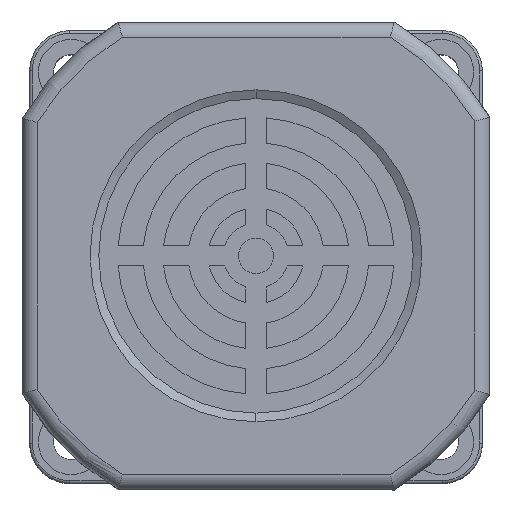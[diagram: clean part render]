
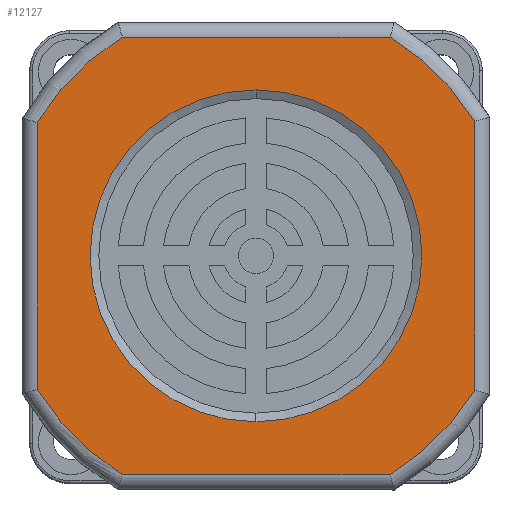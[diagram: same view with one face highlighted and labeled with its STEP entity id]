
A CAD part, top view. The second image highlights one B-rep face of the part: STEP entity #12127.
In plain terms, the highlighted face is planar.
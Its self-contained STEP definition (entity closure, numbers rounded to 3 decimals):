
#10 = AXIS2_PLACEMENT_3D ( 'NONE', #16289, #7906, #17699 ) ;
#313 = AXIS2_PLACEMENT_3D ( 'NONE', #1109, #13891, #5501 ) ;
#508 = AXIS2_PLACEMENT_3D ( 'NONE', #4946, #14782, #6382 ) ;
#884 = CARTESIAN_POINT ( 'NONE',  ( 0.05, 0., 0. ) ) ;
#1109 = CARTESIAN_POINT ( 'NONE',  ( 0.05, 0., 0. ) ) ;
#1723 = EDGE_LOOP ( 'NONE', ( #9242, #9314, #9421, #9435, #9548, #9664, #9688, #9808 ) ) ;
#2152 = CARTESIAN_POINT ( 'NONE',  ( -43.5, 0., 26.54 ) ) ;
#2344 = DIRECTION ( 'NONE',  ( 0., 0., 1. ) ) ;
#2403 = CARTESIAN_POINT ( 'NONE',  ( 0.05, 0., 43.5 ) ) ;
#3892 = DIRECTION ( 'NONE',  ( 0., -1., 0. ) ) ;
#4622 = CARTESIAN_POINT ( 'NONE',  ( 0., 0., -33. ) ) ;
#4852 = CARTESIAN_POINT ( 'NONE',  ( 0., 0., 33. ) ) ;
#4860 = CIRCLE ( 'NONE', #9461, 51. ) ;
#4898 = EDGE_LOOP ( 'NONE', ( #9825, #9934 ) ) ;
#4946 = CARTESIAN_POINT ( 'NONE',  ( 0., 0., 0. ) ) ;
#4956 = VECTOR ( 'NONE', #5281, 1000. ) ;
#5004 = VECTOR ( 'NONE', #9428, 1000. ) ;
#5029 = LINE ( 'NONE', #2403, #4956 ) ;
#5042 = CIRCLE ( 'NONE', #9705, 51. ) ;
#5057 = VECTOR ( 'NONE', #8070, 1000. ) ;
#5082 = LINE ( 'NONE', #17852, #5057 ) ;
#5095 = CIRCLE ( 'NONE', #10294, 51. ) ;
#5097 = CIRCLE ( 'NONE', #10186, 51. ) ;
#5108 = VECTOR ( 'NONE', #14990, 1000. ) ;
#5149 = CARTESIAN_POINT ( 'NONE',  ( -43.5, 0., 0. ) ) ;
#5189 = LINE ( 'NONE', #5149, #5108 ) ;
#5208 = LINE ( 'NONE', #15109, #5004 ) ;
#5281 = DIRECTION ( 'NONE',  ( -1., 0., 0. ) ) ;
#5330 = CARTESIAN_POINT ( 'NONE',  ( 26.673, 0., 43.5 ) ) ;
#5403 = DIRECTION ( 'NONE',  ( 0., -1., 0. ) ) ;
#5411 = CARTESIAN_POINT ( 'NONE',  ( 26.673, 0., -43.5 ) ) ;
#5501 = DIRECTION ( 'NONE',  ( 0., 0., 1. ) ) ;
#6382 = DIRECTION ( 'NONE',  ( 0., 0., -1. ) ) ;
#6511 = CARTESIAN_POINT ( 'NONE',  ( 43.5, 0., 26.705 ) ) ;
#6718 = CARTESIAN_POINT ( 'NONE',  ( 0.05, 0., 0. ) ) ;
#6941 = CIRCLE ( 'NONE', #10, 33. ) ;
#7906 = DIRECTION ( 'NONE',  ( 0., -1., 0. ) ) ;
#8003 = FACE_OUTER_BOUND ( 'NONE', #1723, .T. ) ;
#8022 = FACE_BOUND ( 'NONE', #4898, .T. ) ;
#8070 = DIRECTION ( 'NONE',  ( 1., 0., 0. ) ) ;
#8121 = DIRECTION ( 'NONE',  ( 0., 0., 1. ) ) ;
#8126 = CARTESIAN_POINT ( 'NONE',  ( -26.572, 0., -43.5 ) ) ;
#8460 = CARTESIAN_POINT ( 'NONE',  ( -26.572, 0., 43.5 ) ) ;
#8746 = CIRCLE ( 'NONE', #508, 33. ) ;
#9242 = ORIENTED_EDGE ( 'NONE', *, *, #12898, .T. ) ;
#9314 = ORIENTED_EDGE ( 'NONE', *, *, #12924, .T. ) ;
#9421 = ORIENTED_EDGE ( 'NONE', *, *, #12928, .T. ) ;
#9428 = DIRECTION ( 'NONE',  ( 0., 0., 1. ) ) ;
#9435 = ORIENTED_EDGE ( 'NONE', *, *, #12930, .T. ) ;
#9461 = AXIS2_PLACEMENT_3D ( 'NONE', #13788, #5403, #15234 ) ;
#9548 = ORIENTED_EDGE ( 'NONE', *, *, #12951, .T. ) ;
#9664 = ORIENTED_EDGE ( 'NONE', *, *, #12953, .T. ) ;
#9688 = ORIENTED_EDGE ( 'NONE', *, *, #12956, .T. ) ;
#9705 = AXIS2_PLACEMENT_3D ( 'NONE', #12359, #3892, #13729 ) ;
#9717 = PLANE ( 'NONE',  #313 ) ;
#9808 = ORIENTED_EDGE ( 'NONE', *, *, #12976, .T. ) ;
#9825 = ORIENTED_EDGE ( 'NONE', *, *, #12413, .F. ) ;
#9934 = ORIENTED_EDGE ( 'NONE', *, *, #11919, .F. ) ;
#10186 = AXIS2_PLACEMENT_3D ( 'NONE', #884, #10910, #2344 ) ;
#10294 = AXIS2_PLACEMENT_3D ( 'NONE', #6718, #16509, #8121 ) ;
#10910 = DIRECTION ( 'NONE',  ( 0., -1., 0. ) ) ;
#11768 = CARTESIAN_POINT ( 'NONE',  ( -43.5, 0., -26.54 ) ) ;
#11919 = EDGE_CURVE ( 'NONE', #13572, #16146, #8746, .T. ) ;
#12127 = ADVANCED_FACE ( 'NONE', ( #8003, #8022 ), #9717, .F. ) ;
#12359 = CARTESIAN_POINT ( 'NONE',  ( 0.05, 0., 0. ) ) ;
#12413 = EDGE_CURVE ( 'NONE', #16146, #13572, #6941, .T. ) ;
#12898 = EDGE_CURVE ( 'NONE', #15343, #15197, #5189, .T. ) ;
#12924 = EDGE_CURVE ( 'NONE', #15197, #15478, #5097, .T. ) ;
#12928 = EDGE_CURVE ( 'NONE', #15478, #15512, #5082, .T. ) ;
#12930 = EDGE_CURVE ( 'NONE', #15512, #15580, #5095, .T. ) ;
#12951 = EDGE_CURVE ( 'NONE', #15580, #15855, #5208, .T. ) ;
#12953 = EDGE_CURVE ( 'NONE', #15855, #15923, #5042, .T. ) ;
#12956 = EDGE_CURVE ( 'NONE', #15923, #16047, #5029, .T. ) ;
#12976 = EDGE_CURVE ( 'NONE', #16047, #15343, #4860, .T. ) ;
#13572 = VERTEX_POINT ( 'NONE', #4852 ) ;
#13729 = DIRECTION ( 'NONE',  ( 0., 0., 1. ) ) ;
#13788 = CARTESIAN_POINT ( 'NONE',  ( 0.05, 0., 0. ) ) ;
#13891 = DIRECTION ( 'NONE',  ( 0., 1., 0. ) ) ;
#14100 = CARTESIAN_POINT ( 'NONE',  ( 43.5, 0., -26.705 ) ) ;
#14782 = DIRECTION ( 'NONE',  ( 0., -1., 0. ) ) ;
#14990 = DIRECTION ( 'NONE',  ( 0., 0., -1. ) ) ;
#15109 = CARTESIAN_POINT ( 'NONE',  ( 43.5, 0., 0. ) ) ;
#15197 = VERTEX_POINT ( 'NONE', #11768 ) ;
#15234 = DIRECTION ( 'NONE',  ( 0., 0., 1. ) ) ;
#15343 = VERTEX_POINT ( 'NONE', #2152 ) ;
#15478 = VERTEX_POINT ( 'NONE', #8126 ) ;
#15512 = VERTEX_POINT ( 'NONE', #5411 ) ;
#15580 = VERTEX_POINT ( 'NONE', #14100 ) ;
#15855 = VERTEX_POINT ( 'NONE', #6511 ) ;
#15923 = VERTEX_POINT ( 'NONE', #5330 ) ;
#16047 = VERTEX_POINT ( 'NONE', #8460 ) ;
#16146 = VERTEX_POINT ( 'NONE', #4622 ) ;
#16289 = CARTESIAN_POINT ( 'NONE',  ( 0., 0., 0. ) ) ;
#16509 = DIRECTION ( 'NONE',  ( 0., -1., 0. ) ) ;
#17699 = DIRECTION ( 'NONE',  ( 0., 0., -1. ) ) ;
#17852 = CARTESIAN_POINT ( 'NONE',  ( 0.05, 0., -43.5 ) ) ;
